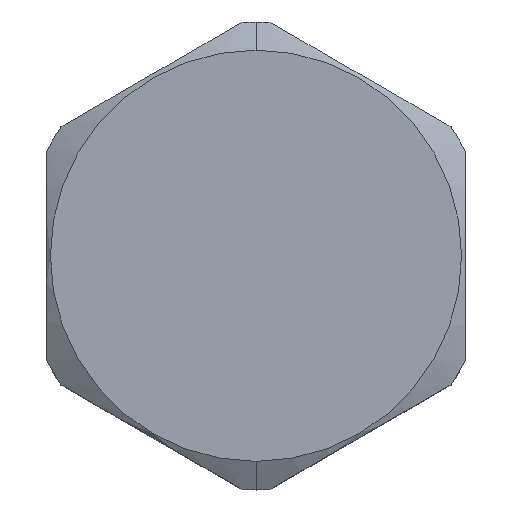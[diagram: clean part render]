
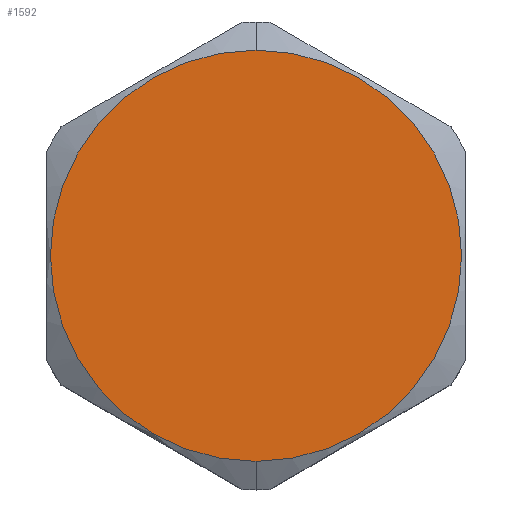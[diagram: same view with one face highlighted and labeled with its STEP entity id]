
A CAD part, top view. The second image highlights one B-rep face of the part: STEP entity #1592.
In plain terms, the highlighted planar face has unit normal (0, 0, 1).
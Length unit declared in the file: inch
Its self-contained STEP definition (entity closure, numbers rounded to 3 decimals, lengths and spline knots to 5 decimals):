
#341=CARTESIAN_POINT('',(0.,0.,2.308));
#342=DIRECTION('',(0.,0.,1.));
#343=DIRECTION('',(0.,-1.,0.));
#344=AXIS2_PLACEMENT_3D('',#341,#342,#343);
#346=CARTESIAN_POINT('',(0.,0.,2.308));
#347=DIRECTION('',(0.,0.,1.));
#348=DIRECTION('',(0.,1.,0.));
#349=AXIS2_PLACEMENT_3D('',#346,#347,#348);
#1047=CARTESIAN_POINT('',(0.,-0.43,2.308));
#1048=CARTESIAN_POINT('',(0.,0.43,2.308));
#1049=VERTEX_POINT('',#1047);
#1050=VERTEX_POINT('',#1048);
#1583=CARTESIAN_POINT('',(0.,0.,2.308));
#1584=DIRECTION('',(0.,0.,1.));
#1585=DIRECTION('',(0.,1.,0.));
#1586=AXIS2_PLACEMENT_3D('',#1583,#1584,#1585);
#1587=PLANE('',#1586);
#1588=ORIENTED_EDGE('',*,*,#1546,.F.);
#1589=ORIENTED_EDGE('',*,*,#1572,.F.);
#1590=EDGE_LOOP('',(#1588,#1589));
#1591=FACE_OUTER_BOUND('',#1590,.F.);
#1592=ADVANCED_FACE('',(#1591),#1587,.T.);
#345=CIRCLE('',#344,0.43);
#350=CIRCLE('',#349,0.43);
#1546=EDGE_CURVE('',#1049,#1050,#345,.T.);
#1572=EDGE_CURVE('',#1050,#1049,#350,.T.);
